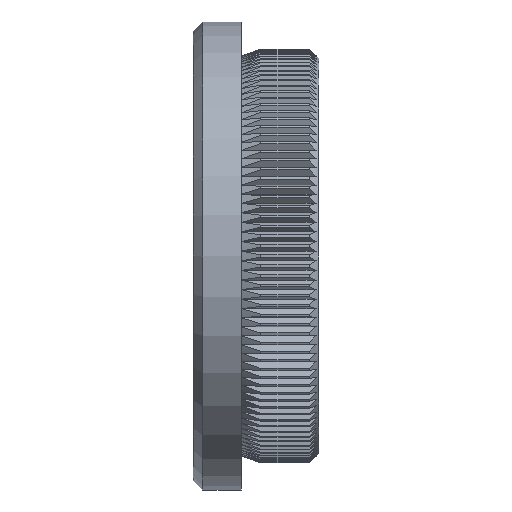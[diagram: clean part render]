
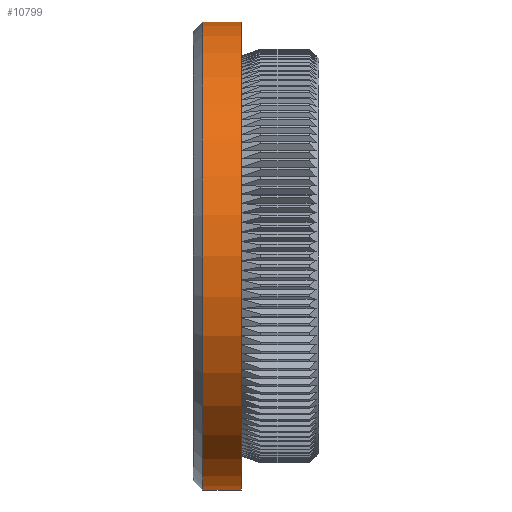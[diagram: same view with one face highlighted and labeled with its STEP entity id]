
A CAD part, left-side view. The second image highlights one B-rep face of the part: STEP entity #10799.
In plain terms, the highlighted cylindrical face has radius 24.15 mm (diameter 48.3 mm), a partial arc.
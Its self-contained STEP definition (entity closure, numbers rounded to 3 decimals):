
#636 = EDGE_CURVE ( 'NONE', #17904, #15764, #22810, .T. ) ;
#2437 = DIRECTION ( 'NONE',  ( 0., -1., 0. ) ) ;
#2689 = CARTESIAN_POINT ( 'NONE',  ( 0., 8., 24.15 ) ) ;
#3640 = CYLINDRICAL_SURFACE ( 'NONE', #22330, 24.15 ) ;
#6938 = DIRECTION ( 'NONE',  ( 0., -1., 0. ) ) ;
#7926 = CIRCLE ( 'NONE', #32425, 24.15 ) ;
#8286 = CARTESIAN_POINT ( 'NONE',  ( 0., 8., -24.15 ) ) ;
#8599 = ORIENTED_EDGE ( 'NONE', *, *, #8660, .T. ) ;
#8660 = EDGE_CURVE ( 'NONE', #13897, #20276, #18282, .T. ) ;
#9925 = CARTESIAN_POINT ( 'NONE',  ( 0., 12., 24.15 ) ) ;
#10186 = CARTESIAN_POINT ( 'NONE',  ( 0., 8., 0. ) ) ;
#10377 = DIRECTION ( 'NONE',  ( 0., -1., 0. ) ) ;
#10799 = ADVANCED_FACE ( 'NONE', ( #32408 ), #3640, .T. ) ;
#11401 = EDGE_LOOP ( 'NONE', ( #18533, #11683, #8599, #14307 ) ) ;
#11624 = VECTOR ( 'NONE', #15559, 1000. ) ;
#11683 = ORIENTED_EDGE ( 'NONE', *, *, #32342, .T. ) ;
#13101 = CIRCLE ( 'NONE', #23141, 24.15 ) ;
#13897 = VERTEX_POINT ( 'NONE', #17226 ) ;
#14307 = ORIENTED_EDGE ( 'NONE', *, *, #31528, .F. ) ;
#15559 = DIRECTION ( 'NONE',  ( 0., -1., 0. ) ) ;
#15764 = VERTEX_POINT ( 'NONE', #2689 ) ;
#16930 = CARTESIAN_POINT ( 'NONE',  ( 0., 0., 0. ) ) ;
#17226 = CARTESIAN_POINT ( 'NONE',  ( 0., 12., -24.15 ) ) ;
#17904 = VERTEX_POINT ( 'NONE', #9925 ) ;
#18282 = LINE ( 'NONE', #25598, #11624 ) ;
#18533 = ORIENTED_EDGE ( 'NONE', *, *, #636, .F. ) ;
#18832 = VECTOR ( 'NONE', #10377, 1000. ) ;
#20276 = VERTEX_POINT ( 'NONE', #8286 ) ;
#22330 = AXIS2_PLACEMENT_3D ( 'NONE', #16930, #6938, #27091 ) ;
#22621 = DIRECTION ( 'NONE',  ( 0., -1., 0. ) ) ;
#22810 = LINE ( 'NONE', #27901, #18832 ) ;
#22838 = DIRECTION ( 'NONE',  ( 0., 0., 1. ) ) ;
#23141 = AXIS2_PLACEMENT_3D ( 'NONE', #10186, #22621, #27799 ) ;
#25598 = CARTESIAN_POINT ( 'NONE',  ( 0., 0., -24.15 ) ) ;
#27091 = DIRECTION ( 'NONE',  ( 0., 0., -1. ) ) ;
#27799 = DIRECTION ( 'NONE',  ( 0., 0., -1. ) ) ;
#27901 = CARTESIAN_POINT ( 'NONE',  ( 0., 0., 24.15 ) ) ;
#30114 = CARTESIAN_POINT ( 'NONE',  ( 0., 12., 0. ) ) ;
#31528 = EDGE_CURVE ( 'NONE', #15764, #20276, #13101, .T. ) ;
#32342 = EDGE_CURVE ( 'NONE', #17904, #13897, #7926, .T. ) ;
#32408 = FACE_OUTER_BOUND ( 'NONE', #11401, .T. ) ;
#32425 = AXIS2_PLACEMENT_3D ( 'NONE', #30114, #2437, #22838 ) ;
